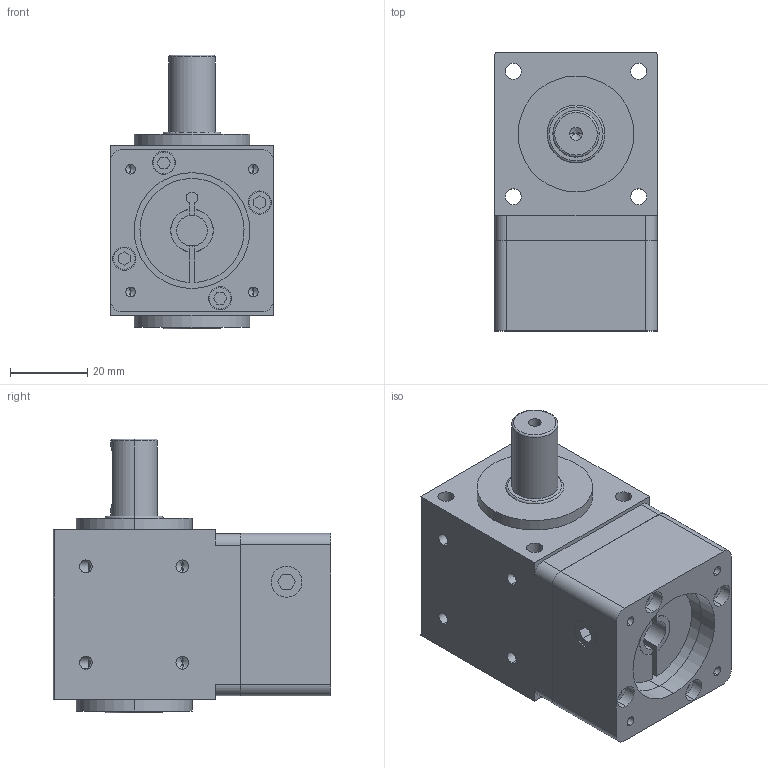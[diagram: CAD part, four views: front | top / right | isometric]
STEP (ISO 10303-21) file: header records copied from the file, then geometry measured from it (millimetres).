
FILE_DESCRIPTION (( 'STEP AP203' ), '1' );
FILE_NAME ('AT42-L1-S1(8-25 30-3 4-3.5-45£©.STEP', '2022-06-25T00:15:34', ( '' ), ( '' ), 'SwSTEP 2.0', 'SolidWorks 2021', '' );
FILE_SCHEMA (( 'CONFIG_CONTROL_DESIGN' ));
Length unit declared in the file: millimetre
Products named in the file (1): AT42-L1-S1(8-25 30-3 4-3.5-45）
Bounding box: 42.1 x 72 x 71 mm (x, y, z)
Volume: 123985.1 mm3; surface area: 25944.3 mm2
Topology: 1 solids, 1 shells, 271 faces, 641 edges, 395 vertices
Faces by surface type: cylinder 125, plane 94, cone 46, torus 6
Entity records: 7888 total; most frequent: CARTESIAN_POINT 1577, DIRECTION 1341, ORIENTED_EDGE 1246, EDGE_CURVE 623, AXIS2_PLACEMENT_3D 509, VERTEX_POINT 395, EDGE_LOOP 328, LINE 323
